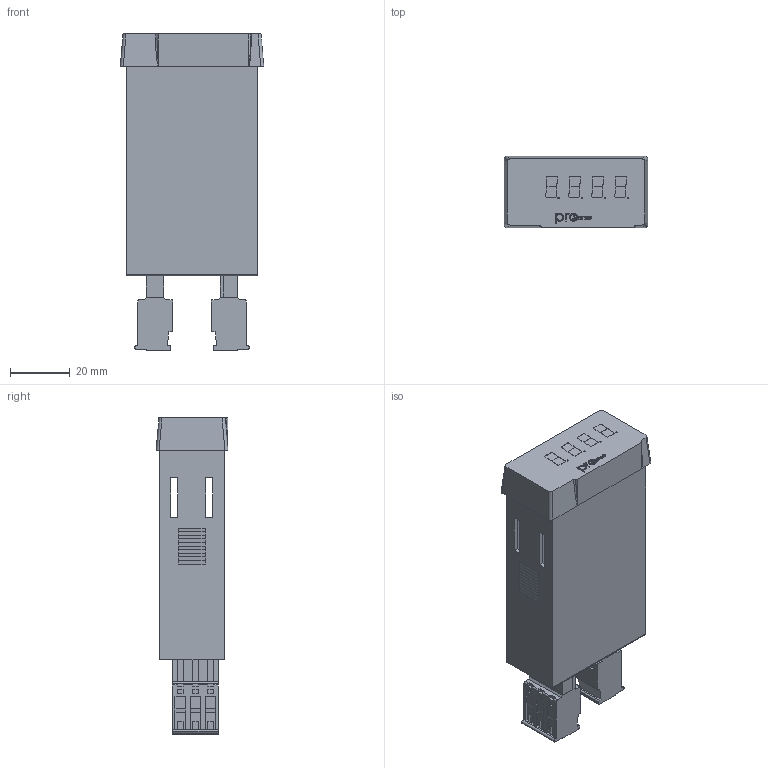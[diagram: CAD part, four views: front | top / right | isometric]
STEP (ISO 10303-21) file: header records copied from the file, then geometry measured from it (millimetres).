
FILE_DESCRIPTION (( 'STEP AP214' ), '1' );
FILE_NAME ('DPM1-P Coord fXT.STEP', '2020-03-30T16:09:06', ( '' ), ( '' ), 'SwSTEP 2.0', 'SolidWorks 2017', '' );
FILE_SCHEMA (( 'AUTOMOTIVE_DESIGN' ));
Length unit declared in the file: inch
Products named in the file (1): DPM1-P Coord fXT
Bounding box: 48 x 24 x 105.9 mm (x, y, z)
Volume: 30694.6 mm3; surface area: 27720.9 mm2
Topology: 3 solids, 3 shells, 789 faces, 2035 edges, 1343 vertices
Faces by surface type: plane 616, bspline 84, cylinder 79, cone 10
Entity records: 29662 total; most frequent: CARTESIAN_POINT 8383, ORIENTED_EDGE 4070, DIRECTION 3414, EDGE_CURVE 2035, LINE 1706, VECTOR 1706, VERTEX_POINT 1343, EDGE_LOOP 896
